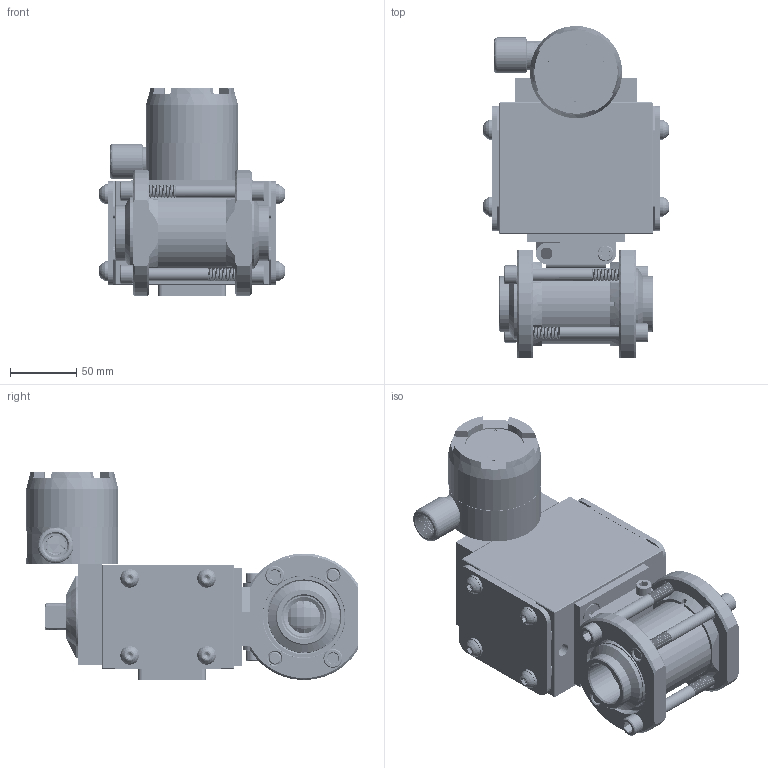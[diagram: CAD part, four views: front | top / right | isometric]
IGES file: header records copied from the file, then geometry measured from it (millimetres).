
Start section: SolidWorks IGES file using analytic representation for surfaces
Global section: file name: 21XXTSWSA522DLS.igs; native system: SolidWorks 2017; preprocessor: SolidWorks 2017; author: ryanm; date: 180315.082210; units: inch
Bounding box: 139.51 x 249.71 x 156.74 mm (x, y, z)
Surface area: 380480.5 mm2 (no closed solid volume)
Topology: 0 solids, 0 shells, 2666 faces, 51218 edges, 51139 vertices
Faces by surface type: revolution 1798, bspline 868
